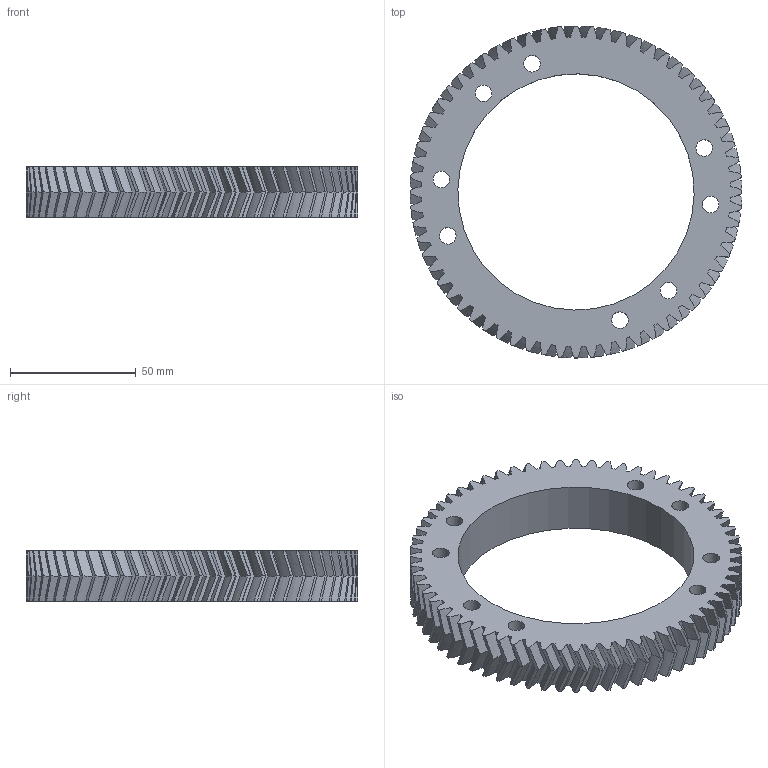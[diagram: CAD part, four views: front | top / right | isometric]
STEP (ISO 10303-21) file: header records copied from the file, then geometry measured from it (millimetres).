
FILE_DESCRIPTION(/* description */ ('STEP AP242'),/* implementation_level */ '2;1');
FILE_NAME(/* name */ '2m 64t herringbone.stp',/* time_stamp */ '2025-02-27T15:06:18-05:00',/* author */ ('jmcintyr'),/* organization */ (''),/* preprocessor_version */ 'ST-DEVELOPER v19.2',/* originating_system */ 'Autodesk Inventor 2023',/* authorisation */ ' ');
FILE_SCHEMA (('AUTOMOTIVE_DESIGN { 1 0 10303 214 3 1 1 }'));
Length unit declared in the file: inch
Products named in the file (1): Helical 2M 64T
Bounding box: 132 x 132 x 20 mm (x, y, z)
Volume: 111126.5 mm3; surface area: 37068.3 mm2
Topology: 1 solids, 1 shells, 459 faces, 1243 edges, 787 vertices
Faces by surface type: bspline 384, cylinder 73, plane 2
Full cylindrical faces by diameter (mm): 6.604 x8, 93.98 x1
Entity records: 32111 total; most frequent: CARTESIAN_POINT 22970, ORIENTED_EDGE 2486, EDGE_CURVE 1243, DIRECTION 1157, VERTEX_POINT 786, B_SPLINE_CURVE_WITH_KNOTS 640, AXIS2_PLACEMENT_3D 478, EDGE_LOOP 477
